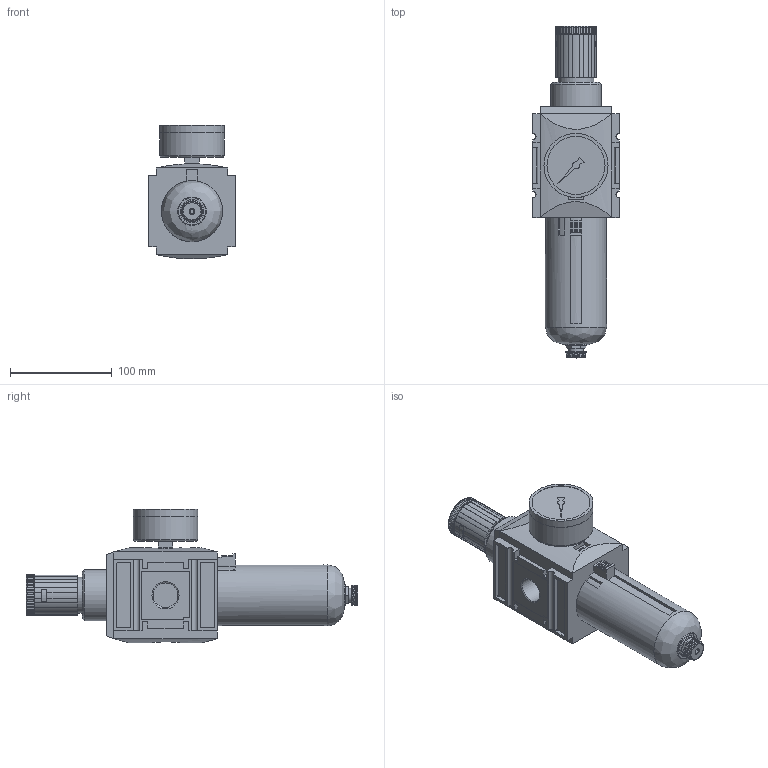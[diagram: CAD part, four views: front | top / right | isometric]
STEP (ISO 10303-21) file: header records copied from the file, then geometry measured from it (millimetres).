
FILE_DESCRIPTION( ( 'STEP AP214' ), ' ' );
FILE_NAME( '92104.FF03.stp', '2017-01-23T08:33:54', ( '' ), ( '' ), ' ', 'PARTsolutions', ' ' );
FILE_SCHEMA( ( 'AUTOMOTIVE_DESIGN { 1 0 10303 214 1 1 1 1 }' ) );
Length unit declared in the file: millimetre
Products named in the file (5): 92104.FF03; _FU 6110G 3/4000-1; _FU 6110-3; _FU 6110-2; _FU 6110_0
Assembly tree (4 placements, depth 2):
  92104.FF03
    _FU 6110G 3/4000-1
    _FU 6110-3
    _FU 6110-2
    _FU 6110_0
Bounding box: 85 x 326 x 131.14 mm (x, y, z)
Volume: 1294484.5 mm3; surface area: 124295.5 mm2
Topology: 4 solids, 4 shells, 637 faces, 1677 edges, 1093 vertices
Faces by surface type: plane 314, cylinder 239, torus 55, cone 28, bspline 1
Full cylindrical faces by diameter (mm): 4 x2, 8.566 x1, 11.445 x2, 13.157 x1, 14 x1, 16.5 x2, 16.8 x2, 20 x1, 22 x1, 23 x1, 24.117 x2, 27 x1, 32 x2, 35 x1, 50 x1, 57 x1, 60 x1, 62.96 x1, 63 x2
Entity records: 26096 total; most frequent: CARTESIAN_POINT 5448, ORIENTED_EDGE 3232, DIRECTION 3175, EDGE_CURVE 1616, AXIS2_PLACEMENT_3D 1158, VERTEX_POINT 1079, LINE 859, VECTOR 859
